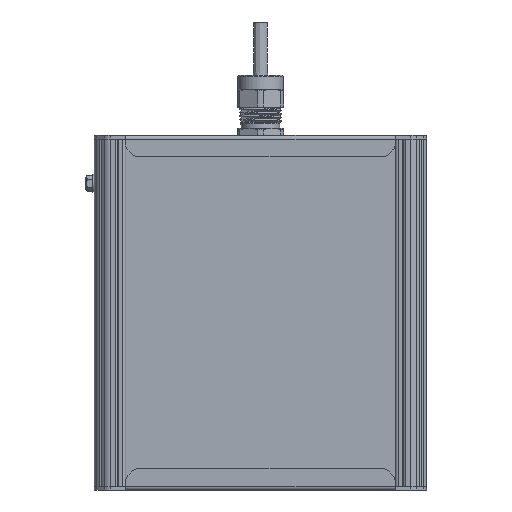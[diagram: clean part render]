
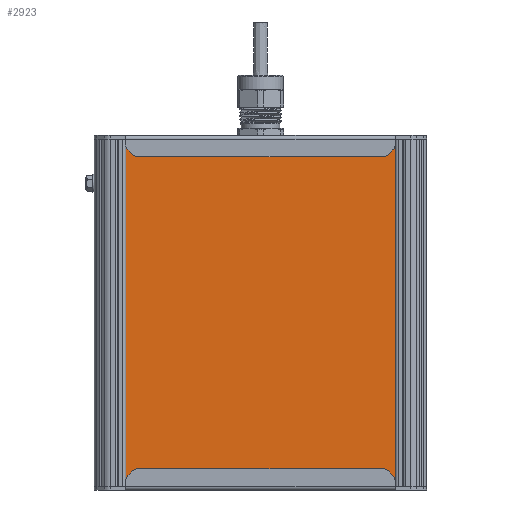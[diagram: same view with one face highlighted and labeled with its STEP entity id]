
A CAD part, front view. The second image highlights one B-rep face of the part: STEP entity #2923.
In plain terms, the highlighted face is planar.
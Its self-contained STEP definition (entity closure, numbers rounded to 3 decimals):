
#2923=ADVANCED_FACE('',(#7041),#7043,.T.);
#7041=FACE_BOUND('',#7042,.T.);
#7042=EDGE_LOOP('',(#35598,#35599,#35600,#35601));
#7043=PLANE('',#7044);
#7044=AXIS2_PLACEMENT_3D('',#7045,#7046,#7047);
#7045=CARTESIAN_POINT('',(2111.497,401.002,-34.582));
#7046=DIRECTION('',(0.,0.,-1.));
#7047=DIRECTION('',(0.,1.,0.));
#35598=ORIENTED_EDGE('',*,*,#40050,.T.);
#35599=ORIENTED_EDGE('',*,*,#40051,.F.);
#35600=ORIENTED_EDGE('',*,*,#40052,.F.);
#35601=ORIENTED_EDGE('',*,*,#40053,.T.);
#40050=EDGE_CURVE('',#43713,#43714,#43715,.T.);
#40051=EDGE_CURVE('',#43716,#43714,#43717,.T.);
#40052=EDGE_CURVE('',#43718,#43716,#43719,.T.);
#40053=EDGE_CURVE('',#43718,#43713,#43720,.T.);
#43713=VERTEX_POINT('',#51725);
#43714=VERTEX_POINT('',#51726);
#43715=LINE('',#51727,#51728);
#43716=VERTEX_POINT('',#51730);
#43717=LINE('',#51731,#51732);
#43718=VERTEX_POINT('',#51734);
#43719=LINE('',#51735,#51736);
#43720=LINE('',#51738,#51739);
#51725=CARTESIAN_POINT('',(2307.497,565.13,-34.582));
#51726=CARTESIAN_POINT('',(2307.497,401.002,-34.582));
#51727=CARTESIAN_POINT('',(2307.497,565.13,-34.582));
#51728=VECTOR('',#51729,1.);
#51729=DIRECTION('',(0.,-1.,0.));
#51730=CARTESIAN_POINT('',(2111.497,401.002,-34.582));
#51731=CARTESIAN_POINT('',(2111.497,401.002,-34.582));
#51732=VECTOR('',#51733,1.);
#51733=DIRECTION('',(1.,0.,0.));
#51734=CARTESIAN_POINT('',(2111.497,565.13,-34.582));
#51735=CARTESIAN_POINT('',(2111.497,565.13,-34.582));
#51736=VECTOR('',#51737,1.);
#51737=DIRECTION('',(0.,-1.,0.));
#51738=CARTESIAN_POINT('',(2111.497,565.13,-34.582));
#51739=VECTOR('',#51740,1.);
#51740=DIRECTION('',(1.,0.,0.));
